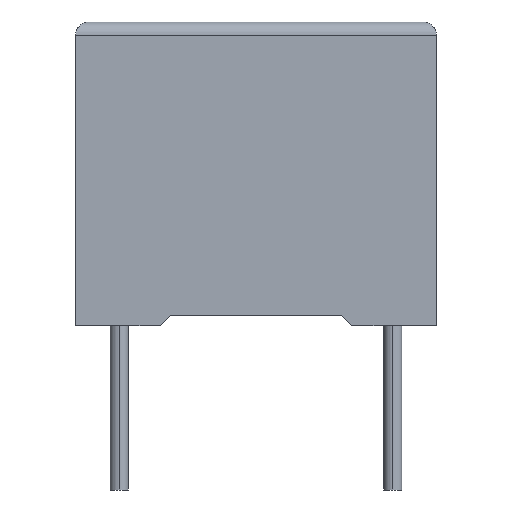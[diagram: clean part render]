
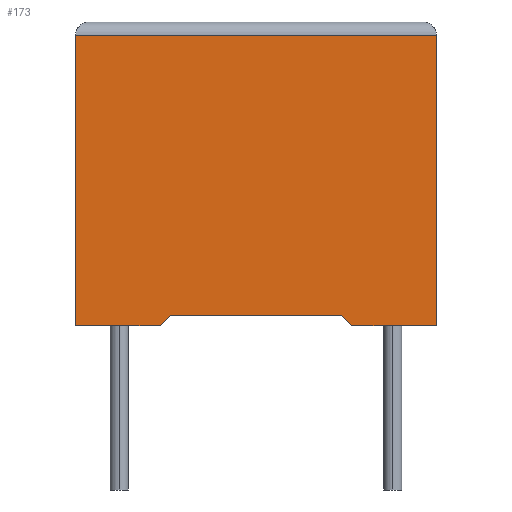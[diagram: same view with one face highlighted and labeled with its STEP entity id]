
A CAD part, front view. The second image highlights one B-rep face of the part: STEP entity #173.
In plain terms, the highlighted planar face has unit normal (0, -1, 0).
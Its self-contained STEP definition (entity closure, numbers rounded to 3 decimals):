
#124 = VERTEX_POINT('',#125);
#125 = CARTESIAN_POINT('',(11.6,-2.65,0.05));
#131 = EDGE_CURVE('',#132,#124,#134,.T.);
#132 = VERTEX_POINT('',#133);
#133 = CARTESIAN_POINT('',(8.5,-2.65,0.05));
#134 = LINE('',#135,#136);
#135 = CARTESIAN_POINT('',(-1.6,-2.65,0.05));
#136 = VECTOR('',#137,1.);
#137 = DIRECTION('',(1.,0.,0.));
#173 = ADVANCED_FACE('',(#174),#231,.F.);
#174 = FACE_BOUND('',#175,.T.);
#175 = EDGE_LOOP('',(#176,#184,#192,#200,#208,#216,#224,#230));
#176 = ORIENTED_EDGE('',*,*,#177,.T.);
#177 = EDGE_CURVE('',#124,#178,#180,.T.);
#178 = VERTEX_POINT('',#179);
#179 = CARTESIAN_POINT('',(11.6,-2.65,10.65));
#180 = LINE('',#181,#182);
#181 = CARTESIAN_POINT('',(11.6,-2.65,0.05));
#182 = VECTOR('',#183,1.);
#183 = DIRECTION('',(0.,0.,1.));
#184 = ORIENTED_EDGE('',*,*,#185,.T.);
#185 = EDGE_CURVE('',#178,#186,#188,.T.);
#186 = VERTEX_POINT('',#187);
#187 = CARTESIAN_POINT('',(-1.6,-2.65,10.65));
#188 = LINE('',#189,#190);
#189 = CARTESIAN_POINT('',(-1.6,-2.65,10.65));
#190 = VECTOR('',#191,1.);
#191 = DIRECTION('',(-1.,0.,0.));
#192 = ORIENTED_EDGE('',*,*,#193,.T.);
#193 = EDGE_CURVE('',#186,#194,#196,.T.);
#194 = VERTEX_POINT('',#195);
#195 = CARTESIAN_POINT('',(-1.6,-2.65,0.05));
#196 = LINE('',#197,#198);
#197 = CARTESIAN_POINT('',(-1.6,-2.65,0.05));
#198 = VECTOR('',#199,1.);
#199 = DIRECTION('',(0.,0.,-1.));
#200 = ORIENTED_EDGE('',*,*,#201,.T.);
#201 = EDGE_CURVE('',#194,#202,#204,.T.);
#202 = VERTEX_POINT('',#203);
#203 = CARTESIAN_POINT('',(1.5,-2.65,0.05));
#204 = LINE('',#205,#206);
#205 = CARTESIAN_POINT('',(-1.6,-2.65,0.05));
#206 = VECTOR('',#207,1.);
#207 = DIRECTION('',(1.,0.,0.));
#208 = ORIENTED_EDGE('',*,*,#209,.F.);
#209 = EDGE_CURVE('',#210,#202,#212,.T.);
#210 = VERTEX_POINT('',#211);
#211 = CARTESIAN_POINT('',(1.867,-2.65,0.433));
#212 = LINE('',#213,#214);
#213 = CARTESIAN_POINT('',(1.5,-2.65,0.05));
#214 = VECTOR('',#215,1.);
#215 = DIRECTION('',(-0.692,0.,-0.722)
  );
#216 = ORIENTED_EDGE('',*,*,#217,.F.);
#217 = EDGE_CURVE('',#218,#210,#220,.T.);
#218 = VERTEX_POINT('',#219);
#219 = CARTESIAN_POINT('',(8.133,-2.65,0.433));
#220 = LINE('',#221,#222);
#221 = CARTESIAN_POINT('',(5.,-2.65,0.433));
#222 = VECTOR('',#223,1.);
#223 = DIRECTION('',(-1.,0.,0.));
#224 = ORIENTED_EDGE('',*,*,#225,.T.);
#225 = EDGE_CURVE('',#218,#132,#226,.T.);
#226 = LINE('',#227,#228);
#227 = CARTESIAN_POINT('',(8.5,-2.65,0.05));
#228 = VECTOR('',#229,1.);
#229 = DIRECTION('',(0.692,0.,-0.722)
  );
#230 = ORIENTED_EDGE('',*,*,#131,.T.);
#231 = PLANE('',#232);
#232 = AXIS2_PLACEMENT_3D('',#233,#234,#235);
#233 = CARTESIAN_POINT('',(-1.6,-2.65,0.05));
#234 = DIRECTION('',(0.,1.,0.));
#235 = DIRECTION('',(-1.,0.,0.));
